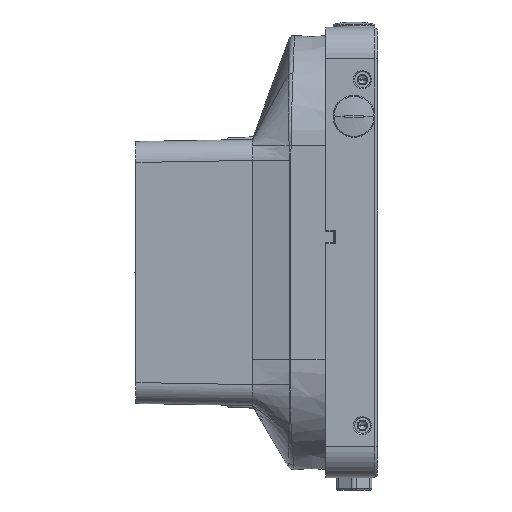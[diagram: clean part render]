
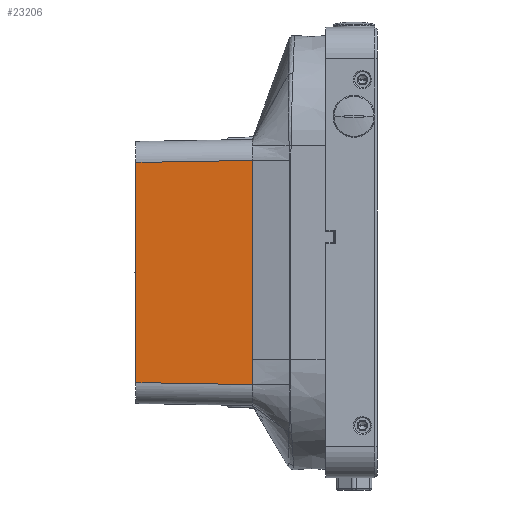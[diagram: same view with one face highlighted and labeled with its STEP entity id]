
A CAD part, front view. The second image highlights one B-rep face of the part: STEP entity #23206.
In plain terms, the highlighted face is planar.
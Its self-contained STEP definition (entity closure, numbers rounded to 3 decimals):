
#18333=CARTESIAN_POINT('',(-31.5,48.,52.502));
#18361=CARTESIAN_POINT('',(-31.5,48.,-52.502));
#18372=DIRECTION('',(0.,0.,1.));
#18373=VECTOR('',#18372,105.003);
#18374=CARTESIAN_POINT('',(-31.5,48.,-52.502));
#18375=LINE('',#18374,#18373);
#18407=DIRECTION('',(-1.,-0.017,-0.017));
#18408=VECTOR('',#18407,55.517);
#18409=CARTESIAN_POINT('',(24.,48.969,53.47));
#18410=LINE('',#18409,#18408);
#18414=DIRECTION('',(1.,0.017,-0.017));
#18415=VECTOR('',#18414,55.517);
#18416=CARTESIAN_POINT('',(-31.5,48.,-52.502));
#18417=LINE('',#18416,#18415);
#18421=DIRECTION('',(0.,0.,1.));
#18422=VECTOR('',#18421,94.97);
#18423=CARTESIAN_POINT('',(24.,48.969,-53.47));
#18424=LINE('',#18423,#18422);
#18428=DIRECTION('',(0.,0.,1.));
#18429=VECTOR('',#18428,11.97);
#18430=CARTESIAN_POINT('',(24.,48.969,41.5));
#18431=LINE('',#18430,#18429);
#22707=VERTEX_POINT('',#18333);
#22718=VERTEX_POINT('',#18361);
#22724=CARTESIAN_POINT('',(24.,48.969,53.47));
#22725=VERTEX_POINT('',#22724);
#22732=CARTESIAN_POINT('',(24.,48.969,-53.47));
#22733=VERTEX_POINT('',#22732);
#22736=CARTESIAN_POINT('',(24.,48.969,41.5));
#22737=VERTEX_POINT('',#22736);
#23191=CARTESIAN_POINT('',(-31.5,48.,-64.505));
#23192=DIRECTION('',(-0.017,1.,0.));
#23193=DIRECTION('',(0.,0.,1.));
#23194=AXIS2_PLACEMENT_3D('',#23191,#23192,#23193);
#23195=PLANE('',#23194);
#23196=ORIENTED_EDGE('',*,*,#23181,.T.);
#23197=ORIENTED_EDGE('',*,*,#23161,.F.);
#23199=ORIENTED_EDGE('',*,*,#23198,.T.);
#23201=ORIENTED_EDGE('',*,*,#23200,.T.);
#23203=ORIENTED_EDGE('',*,*,#23202,.T.);
#23204=EDGE_LOOP('',(#23196,#23197,#23199,#23201,#23203));
#23205=FACE_OUTER_BOUND('',#23204,.F.);
#23206=ADVANCED_FACE('',(#23205),#23195,.T.);
#23161=EDGE_CURVE('',#22718,#22707,#18375,.T.);
#23181=EDGE_CURVE('',#22725,#22707,#18410,.T.);
#23198=EDGE_CURVE('',#22718,#22733,#18417,.T.);
#23200=EDGE_CURVE('',#22733,#22737,#18424,.T.);
#23202=EDGE_CURVE('',#22737,#22725,#18431,.T.);
